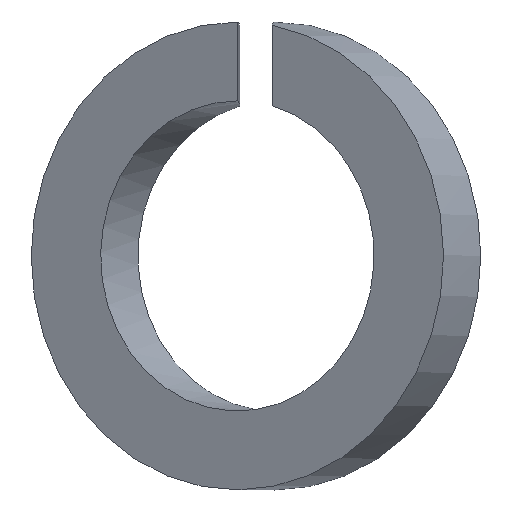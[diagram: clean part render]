
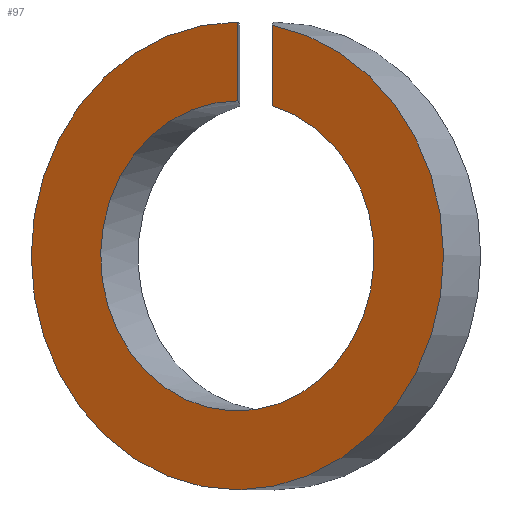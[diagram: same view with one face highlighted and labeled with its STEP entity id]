
A CAD part, top view. The second image highlights one B-rep face of the part: STEP entity #97.
In plain terms, the highlighted planar face has unit normal (-0.473, 0, 0.881).
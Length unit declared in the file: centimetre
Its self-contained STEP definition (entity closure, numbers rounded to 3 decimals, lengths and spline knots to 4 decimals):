
#20=CIRCLE('',#108,0.92);
#21=CIRCLE('',#109,0.61);
#25=FACE_OUTER_BOUND('',#31,.T.);
#31=EDGE_LOOP('',(#72,#73,#74,#75));
#40=LINE('',#156,#44);
#42=LINE('',#167,#46);
#44=VECTOR('',#122,1.);
#46=VECTOR('',#134,0.31);
#48=VERTEX_POINT('',#154);
#49=VERTEX_POINT('',#155);
#52=VERTEX_POINT('',#163);
#53=VERTEX_POINT('',#165);
#56=EDGE_CURVE('',#48,#49,#40,.T.);
#60=EDGE_CURVE('',#52,#48,#20,.T.);
#61=EDGE_CURVE('',#49,#53,#21,.T.);
#62=EDGE_CURVE('',#53,#52,#42,.T.);
#72=ORIENTED_EDGE('',*,*,#60,.T.);
#73=ORIENTED_EDGE('',*,*,#56,.T.);
#74=ORIENTED_EDGE('',*,*,#61,.T.);
#75=ORIENTED_EDGE('',*,*,#62,.T.);
#93=PLANE('',#107);
#97=ADVANCED_FACE('',(#25),#93,.T.);
#107=AXIS2_PLACEMENT_3D('',#162,#128,#129);
#108=AXIS2_PLACEMENT_3D('',#164,#130,#131);
#109=AXIS2_PLACEMENT_3D('',#166,#132,#133);
#122=DIRECTION('',(0.,-1.,0.));
#128=DIRECTION('center_axis',(-0.473,0.,0.881));
#129=DIRECTION('ref_axis',(-0.881,0.,-0.473));
#130=DIRECTION('center_axis',(-0.473,0.,0.881));
#131=DIRECTION('ref_axis',(0.881,0.,0.473));
#132=DIRECTION('center_axis',(0.473,0.,-0.881));
#133=DIRECTION('ref_axis',(-0.881,0.,-0.473));
#134=DIRECTION('',(0.,1.,0.));
#154=CARTESIAN_POINT('',(32.9498,-32.6909,56.8385));
#155=CARTESIAN_POINT('',(32.9498,-33.0078,56.8385));
#156=CARTESIAN_POINT('',(32.9498,-33.2202,56.8385));
#162=CARTESIAN_POINT('Origin',(32.8132,-33.5977,56.7652));
#163=CARTESIAN_POINT('',(32.8132,-32.6777,56.7652));
#164=CARTESIAN_POINT('Origin',(32.8132,-33.5977,56.7652));
#165=CARTESIAN_POINT('',(32.8132,-32.9877,56.7652));
#166=CARTESIAN_POINT('Origin',(32.8132,-33.5977,56.7652));
#167=CARTESIAN_POINT('',(32.8132,-32.9877,56.7652));
